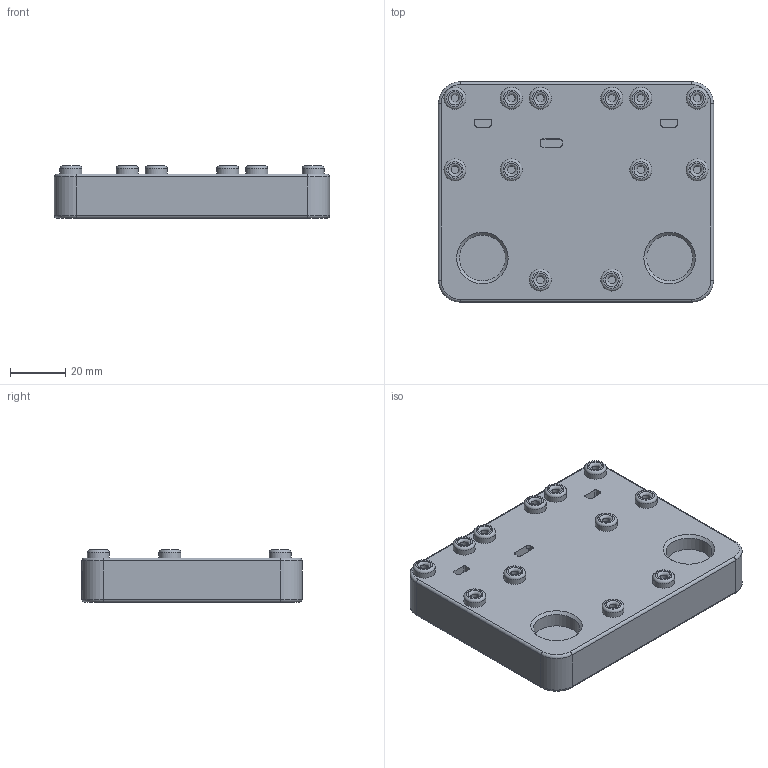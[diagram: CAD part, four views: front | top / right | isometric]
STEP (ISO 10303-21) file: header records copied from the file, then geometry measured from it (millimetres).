
FILE_DESCRIPTION(/* description */ (''),/* implementation_level */ '2;1');
FILE_NAME(/* name */ 'Remote v2.step',/* time_stamp */ '2024-09-07T11:21:37-04:00',/* author */ (''),/* organization */ (''),/* preprocessor_version */ 'ST-DEVELOPER v20',/* originating_system */ 'Autodesk Translation Framework v13.14.0.145',/* authorisation */ '');
FILE_SCHEMA (('AUTOMOTIVE_DESIGN { 1 0 10303 214 3 1 1 }'));
Length unit declared in the file: millimetre
Products named in the file (1): Remote
Bounding box: 100 x 80 x 19 mm (x, y, z)
Volume: 84728.8 mm3; surface area: 28302.1 mm2
Topology: 1 solids, 1 shells, 174 faces, 408 edges, 259 vertices
Faces by surface type: plane 74, cylinder 62, torus 36, cone 2
Full cylindrical faces by diameter (mm): 2.8 x12, 8 x12, 16.7 x2
Entity records: 5078 total; most frequent: DIRECTION 960, CARTESIAN_POINT 842, ORIENTED_EDGE 816, EDGE_CURVE 408, AXIS2_PLACEMENT_3D 377, VERTEX_POINT 259, LINE 206, VECTOR 206
